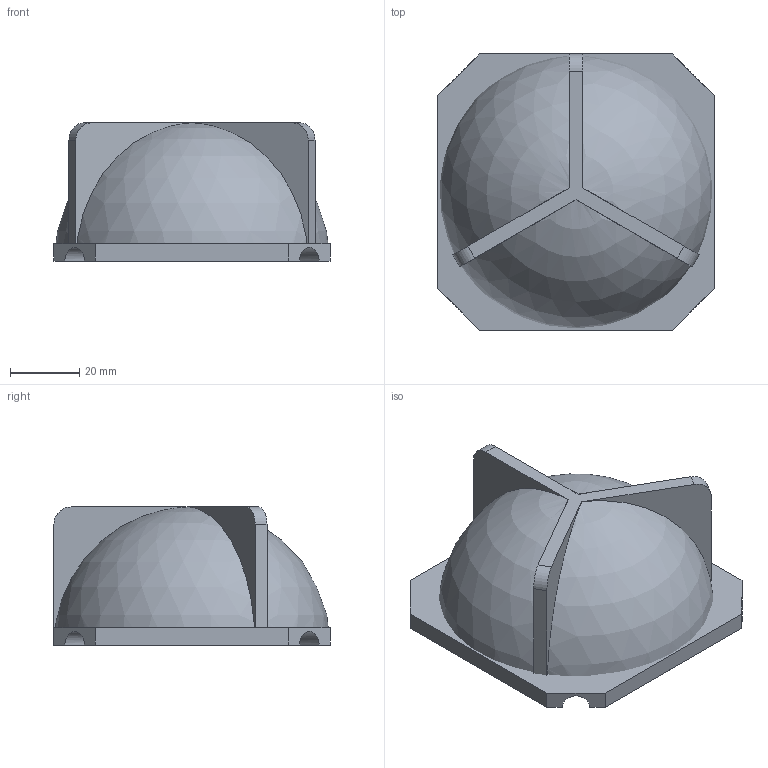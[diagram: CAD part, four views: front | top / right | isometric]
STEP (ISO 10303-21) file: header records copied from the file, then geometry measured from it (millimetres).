
FILE_DESCRIPTION(/* description */ (''),/* implementation_level */ '2;1');
FILE_NAME(/* name */ '08_AshTray v1.step',/* time_stamp */ '2019-12-18T20:57:18+00:00',/* author */ (''),/* organization */ (''),/* preprocessor_version */ 'ST-DEVELOPER v18',/* originating_system */ 'Autodesk Translation Framework v8.12.0.6',/* authorisation */ '');
FILE_SCHEMA (('AUTOMOTIVE_DESIGN { 1 0 10303 214 3 1 1 }'));
Length unit declared in the file: millimetre
Products named in the file (1): 08_AshTray
Bounding box: 80 x 80 x 40 mm (x, y, z)
Volume: 39280.2 mm3; surface area: 27379.8 mm2
Topology: 2 solids, 2 shells, 51 faces, 148 edges, 99 vertices
Faces by surface type: plane 27, cylinder 11, torus 8, sphere 5
Entity records: 1905 total; most frequent: CARTESIAN_POINT 490, ORIENTED_EDGE 294, DIRECTION 292, EDGE_CURVE 147, AXIS2_PLACEMENT_3D 109, VERTEX_POINT 99, LINE 74, VECTOR 74
